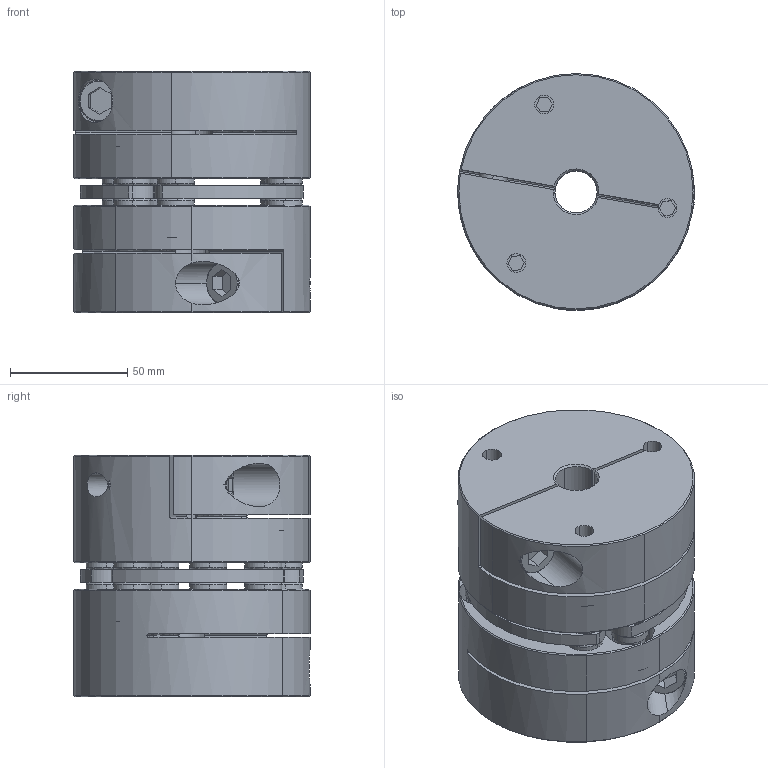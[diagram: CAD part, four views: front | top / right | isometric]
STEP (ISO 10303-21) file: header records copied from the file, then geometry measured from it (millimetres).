
FILE_DESCRIPTION (( 'STEP AP214' ), '1' );
FILE_NAME ('ZERO MAX-6A37-A1C-6A37-A1C-18mmB-18mmB.step', '2015-10-15T20:03:52', ( 'Windows User' ), ( '' ), 'SwSTEP 2.0', 'SolidWorks 2015', '' );
FILE_SCHEMA (( 'AUTOMOTIVE_DESIGN' ));
Length unit declared in the file: inch
Products named in the file (1): ZERO MAX-6A37-A1C-6A37-A1C-18mmB-18mmB
Bounding box: 101 x 101 x 103.23 mm (x, y, z)
Volume: 691495.4 mm3; surface area: 125965.7 mm2
Topology: 1 solids, 11 shells, 637 faces, 1611 edges, 1031 vertices
Faces by surface type: cylinder 301, cone 141, plane 137, bspline 58
Entity records: 22408 total; most frequent: CARTESIAN_POINT 6652, DIRECTION 3536, ORIENTED_EDGE 3198, EDGE_CURVE 1599, AXIS2_PLACEMENT_3D 1467, VERTEX_POINT 1031, CIRCLE 887, EDGE_LOOP 730
